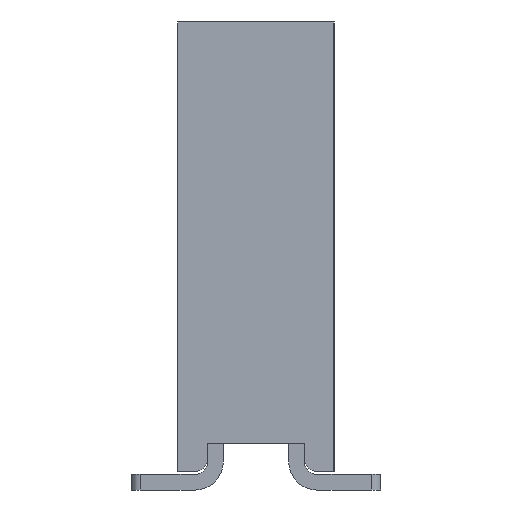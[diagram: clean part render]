
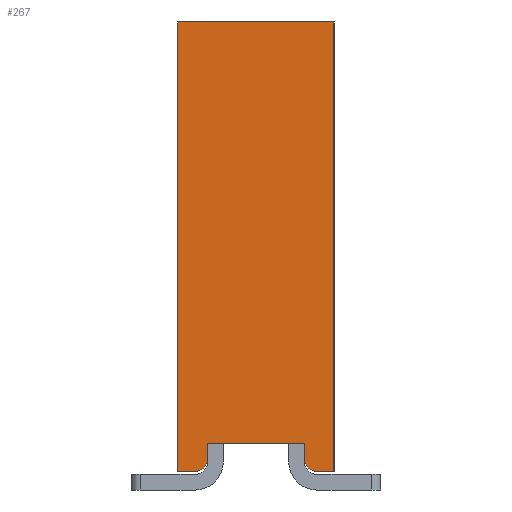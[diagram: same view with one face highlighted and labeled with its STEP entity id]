
A CAD part, left-side view. The second image highlights one B-rep face of the part: STEP entity #267.
In plain terms, the highlighted planar face has unit normal (-1, 0, 0).
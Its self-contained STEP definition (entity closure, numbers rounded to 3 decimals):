
#92=CIRCLE('',#6776,0.2);
#93=CIRCLE('',#6777,0.2);
#267=ADVANCED_FACE('',(#905),#615,.T.);
#615=PLANE('',#6778);
#905=FACE_OUTER_BOUND('',#1267,.T.);
#1267=EDGE_LOOP('',(#1884,#1885,#1886,#1887,#1888,#1889,#1890,#1891,#1892,
#1893));
#1884=ORIENTED_EDGE('',*,*,#4307,.T.);
#1885=ORIENTED_EDGE('',*,*,#4372,.T.);
#1886=ORIENTED_EDGE('',*,*,#4300,.T.);
#1887=ORIENTED_EDGE('',*,*,#4304,.F.);
#1888=ORIENTED_EDGE('',*,*,#4286,.F.);
#1889=ORIENTED_EDGE('',*,*,#4373,.T.);
#1890=ORIENTED_EDGE('',*,*,#4374,.T.);
#1891=ORIENTED_EDGE('',*,*,#4370,.T.);
#1892=ORIENTED_EDGE('',*,*,#4368,.T.);
#1893=ORIENTED_EDGE('',*,*,#4375,.F.);
#3655=VERTEX_POINT('',#9323);
#3656=VERTEX_POINT('',#9325);
#3664=VERTEX_POINT('',#9346);
#3667=VERTEX_POINT('',#9351);
#3672=VERTEX_POINT('',#9365);
#3673=VERTEX_POINT('',#9367);
#3731=VERTEX_POINT('',#9484);
#3733=VERTEX_POINT('',#9488);
#3735=VERTEX_POINT('',#9494);
#3736=VERTEX_POINT('',#9499);
#4286=EDGE_CURVE('',#3655,#3656,#5240,.T.);
#4300=EDGE_CURVE('',#3664,#3667,#5254,.T.);
#4304=EDGE_CURVE('',#3656,#3667,#5258,.T.);
#4307=EDGE_CURVE('',#3673,#3672,#5261,.T.);
#4368=EDGE_CURVE('',#3731,#3733,#5322,.T.);
#4370=EDGE_CURVE('',#3735,#3731,#5324,.T.);
#4372=EDGE_CURVE('',#3672,#3664,#92,.T.);
#4373=EDGE_CURVE('',#3655,#3736,#93,.T.);
#4374=EDGE_CURVE('',#3736,#3735,#5326,.T.);
#4375=EDGE_CURVE('',#3673,#3733,#5327,.T.);
#5240=LINE('',#9324,#6078);
#5254=LINE('',#9352,#6092);
#5258=LINE('',#9359,#6096);
#5261=LINE('',#9366,#6099);
#5322=LINE('',#9489,#6160);
#5324=LINE('',#9493,#6162);
#5326=LINE('',#9500,#6164);
#5327=LINE('',#9501,#6165);
#6078=VECTOR('',#7431,1.);
#6092=VECTOR('',#7449,1.);
#6096=VECTOR('',#7455,1.);
#6099=VECTOR('',#7460,1.);
#6160=VECTOR('',#7523,1.);
#6162=VECTOR('',#7527,1.);
#6164=VECTOR('',#7535,1.);
#6165=VECTOR('',#7536,1.);
#6776=AXIS2_PLACEMENT_3D('',#9497,#7531,#7532);
#6777=AXIS2_PLACEMENT_3D('',#9498,#7533,#7534);
#6778=AXIS2_PLACEMENT_3D('',#9502,#7537,#7538);
#7431=DIRECTION('',(0.,0.,1.));
#7449=DIRECTION('',(0.,0.,1.));
#7455=DIRECTION('',(0.,1.,0.));
#7460=DIRECTION('',(0.,-1.,0.));
#7523=DIRECTION('',(0.,1.,0.));
#7527=DIRECTION('',(0.,0.,1.));
#7531=DIRECTION('',(-1.,0.,0.));
#7532=DIRECTION('',(0.,0.,1.));
#7533=DIRECTION('',(-1.,0.,0.));
#7534=DIRECTION('',(0.,0.,1.));
#7535=DIRECTION('',(0.,-1.,0.));
#7536=DIRECTION('',(0.,0.,1.));
#7537=DIRECTION('',(-1.,0.,0.));
#7538=DIRECTION('',(0.,0.,1.));
#9323=CARTESIAN_POINT('',(0.,0.475,0.2));
#9324=CARTESIAN_POINT('',(0.,0.475,0.45));
#9325=CARTESIAN_POINT('',(0.,0.475,0.45));
#9346=CARTESIAN_POINT('',(0.,2.025,0.2));
#9351=CARTESIAN_POINT('',(0.,2.025,0.45));
#9352=CARTESIAN_POINT('',(0.,2.025,0.45));
#9359=CARTESIAN_POINT('',(0.,0.475,0.45));
#9365=CARTESIAN_POINT('',(0.,2.225,0.));
#9366=CARTESIAN_POINT('',(0.,1.25,0.));
#9367=CARTESIAN_POINT('',(0.,2.5,0.));
#9484=CARTESIAN_POINT('',(0.,0.,7.2));
#9488=CARTESIAN_POINT('',(0.,2.5,7.2));
#9489=CARTESIAN_POINT('',(0.,1.25,7.2));
#9493=CARTESIAN_POINT('',(0.,0.,0.));
#9494=CARTESIAN_POINT('',(0.,0.,0.));
#9497=CARTESIAN_POINT('',(0.,2.225,0.2));
#9498=CARTESIAN_POINT('',(0.,0.275,0.2));
#9499=CARTESIAN_POINT('',(0.,0.275,0.));
#9500=CARTESIAN_POINT('',(0.,1.25,0.));
#9501=CARTESIAN_POINT('',(0.,2.5,0.));
#9502=CARTESIAN_POINT('',(0.,1.25,0.));
